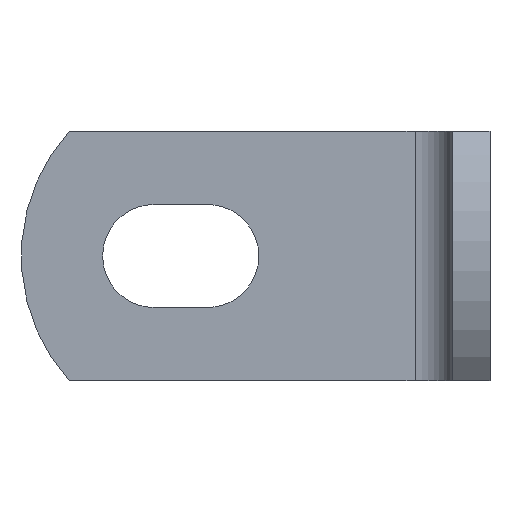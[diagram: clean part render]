
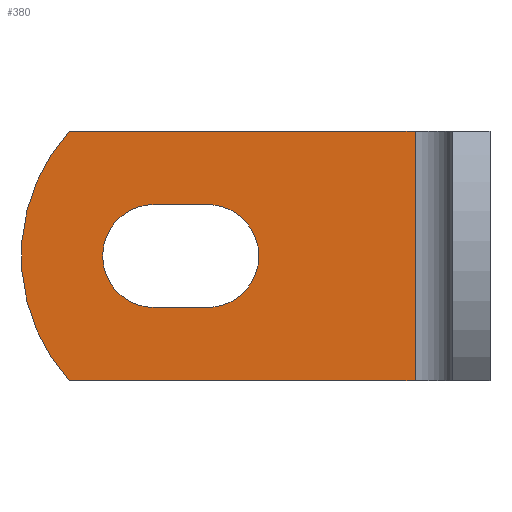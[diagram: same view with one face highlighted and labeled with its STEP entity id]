
A CAD part, left-side view. The second image highlights one B-rep face of the part: STEP entity #380.
In plain terms, the highlighted planar face has unit normal (-1, 0, 0).
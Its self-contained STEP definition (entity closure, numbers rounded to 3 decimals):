
#3 = CARTESIAN_POINT ( 'NONE',  ( 109., 53.75, -8.25 ) ) ;
#16 = CARTESIAN_POINT ( 'NONE',  ( 109., 6., 20. ) ) ;
#19 = ORIENTED_EDGE ( 'NONE', *, *, #80, .F. ) ;
#20 = DIRECTION ( 'NONE',  ( 0., 0., 1. ) ) ;
#21 = AXIS2_PLACEMENT_3D ( 'NONE', #568, #319, #415 ) ;
#23 = FACE_OUTER_BOUND ( 'NONE', #268, .T. ) ;
#48 = VECTOR ( 'NONE', #326, 1000. ) ;
#55 = FACE_BOUND ( 'NONE', #414, .T. ) ;
#62 = DIRECTION ( 'NONE',  ( 1., 0., 0. ) ) ;
#80 = EDGE_CURVE ( 'NONE', #406, #372, #511, .T. ) ;
#89 = CIRCLE ( 'NONE', #466, 8.25 ) ;
#93 = CARTESIAN_POINT ( 'NONE',  ( 109., 45.25, 0. ) ) ;
#94 = EDGE_CURVE ( 'NONE', #276, #406, #89, .T. ) ;
#106 = DIRECTION ( 'NONE',  ( 0., 0., -1. ) ) ;
#115 = CARTESIAN_POINT ( 'NONE',  ( 109., 45., 0. ) ) ;
#125 = DIRECTION ( 'NONE',  ( -1., 0., 0. ) ) ;
#130 = CARTESIAN_POINT ( 'NONE',  ( 109., 53.75, 0. ) ) ;
#143 = CARTESIAN_POINT ( 'NONE',  ( 109., 12., -20. ) ) ;
#146 = DIRECTION ( 'NONE',  ( -1., 0., 0. ) ) ;
#149 = EDGE_CURVE ( 'NONE', #209, #245, #546, .T. ) ;
#163 = CARTESIAN_POINT ( 'NONE',  ( 109., 53.75, 8.25 ) ) ;
#167 = CARTESIAN_POINT ( 'NONE',  ( 109., 45.25, 8.25 ) ) ;
#204 = PLANE ( 'NONE',  #21 ) ;
#208 = ORIENTED_EDGE ( 'NONE', *, *, #604, .F. ) ;
#209 = VERTEX_POINT ( 'NONE', #143 ) ;
#217 = ORIENTED_EDGE ( 'NONE', *, *, #628, .F. ) ;
#218 = DIRECTION ( 'NONE',  ( 0., 1., 0. ) ) ;
#230 = CIRCLE ( 'NONE', #612, 30. ) ;
#245 = VERTEX_POINT ( 'NONE', #502 ) ;
#260 = CARTESIAN_POINT ( 'NONE',  ( 109., 67.361, 20. ) ) ;
#268 = EDGE_LOOP ( 'NONE', ( #560, #672, #631, #217 ) ) ;
#275 = CIRCLE ( 'NONE', #336, 8.25 ) ;
#276 = VERTEX_POINT ( 'NONE', #618 ) ;
#318 = VERTEX_POINT ( 'NONE', #260 ) ;
#319 = DIRECTION ( 'NONE',  ( -1., 0., 0. ) ) ;
#326 = DIRECTION ( 'NONE',  ( 0., 1., 0. ) ) ;
#330 = DIRECTION ( 'NONE',  ( 0., -1., 0. ) ) ;
#336 = AXIS2_PLACEMENT_3D ( 'NONE', #130, #125, #20 ) ;
#340 = CARTESIAN_POINT ( 'NONE',  ( 109., 6., 8.25 ) ) ;
#346 = VECTOR ( 'NONE', #218, 1000. ) ;
#349 = DIRECTION ( 'NONE',  ( 0., 0., 1. ) ) ;
#363 = VERTEX_POINT ( 'NONE', #3 ) ;
#372 = VERTEX_POINT ( 'NONE', #163 ) ;
#380 = ADVANCED_FACE ( 'NONE', ( #55, #23 ), #204, .T. ) ;
#397 = VECTOR ( 'NONE', #562, 1000. ) ;
#406 = VERTEX_POINT ( 'NONE', #167 ) ;
#414 = EDGE_LOOP ( 'NONE', ( #208, #19, #537, #462 ) ) ;
#415 = DIRECTION ( 'NONE',  ( 0., 0., 1. ) ) ;
#424 = CARTESIAN_POINT ( 'NONE',  ( 109., 12., 20. ) ) ;
#436 = LINE ( 'NONE', #424, #526 ) ;
#440 = CARTESIAN_POINT ( 'NONE',  ( 109., 6., -8.25 ) ) ;
#444 = VECTOR ( 'NONE', #330, 1000. ) ;
#462 = ORIENTED_EDGE ( 'NONE', *, *, #580, .F. ) ;
#466 = AXIS2_PLACEMENT_3D ( 'NONE', #93, #146, #349 ) ;
#480 = VERTEX_POINT ( 'NONE', #552 ) ;
#484 = LINE ( 'NONE', #16, #346 ) ;
#502 = CARTESIAN_POINT ( 'NONE',  ( 109., 67.361, -20. ) ) ;
#511 = LINE ( 'NONE', #340, #397 ) ;
#526 = VECTOR ( 'NONE', #106, 1000. ) ;
#537 = ORIENTED_EDGE ( 'NONE', *, *, #94, .F. ) ;
#546 = LINE ( 'NONE', #657, #48 ) ;
#552 = CARTESIAN_POINT ( 'NONE',  ( 109., 12., 20. ) ) ;
#560 = ORIENTED_EDGE ( 'NONE', *, *, #599, .T. ) ;
#562 = DIRECTION ( 'NONE',  ( 0., 1., 0. ) ) ;
#568 = CARTESIAN_POINT ( 'NONE',  ( 109., 6., 20. ) ) ;
#573 = DIRECTION ( 'NONE',  ( 0., 0., 1. ) ) ;
#580 = EDGE_CURVE ( 'NONE', #363, #276, #584, .T. ) ;
#584 = LINE ( 'NONE', #440, #444 ) ;
#599 = EDGE_CURVE ( 'NONE', #480, #318, #484, .T. ) ;
#604 = EDGE_CURVE ( 'NONE', #372, #363, #275, .T. ) ;
#612 = AXIS2_PLACEMENT_3D ( 'NONE', #115, #62, #573 ) ;
#618 = CARTESIAN_POINT ( 'NONE',  ( 109., 45.25, -8.25 ) ) ;
#628 = EDGE_CURVE ( 'NONE', #480, #209, #436, .T. ) ;
#631 = ORIENTED_EDGE ( 'NONE', *, *, #149, .F. ) ;
#633 = EDGE_CURVE ( 'NONE', #245, #318, #230, .T. ) ;
#657 = CARTESIAN_POINT ( 'NONE',  ( 109., 6., -20. ) ) ;
#672 = ORIENTED_EDGE ( 'NONE', *, *, #633, .F. ) ;
